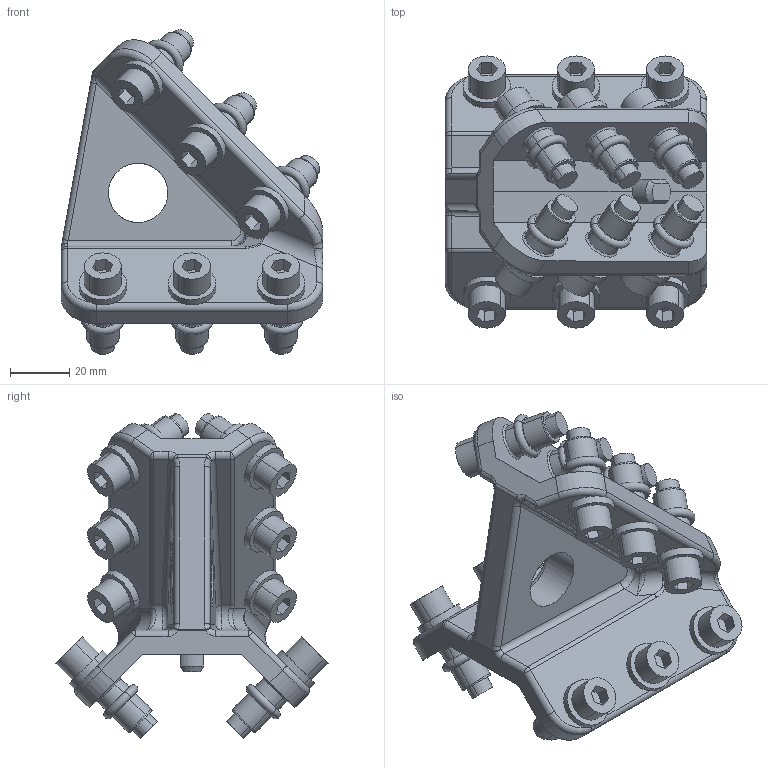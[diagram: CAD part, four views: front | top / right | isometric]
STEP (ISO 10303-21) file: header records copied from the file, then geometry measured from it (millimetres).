
FILE_DESCRIPTION(('CATIA V5 STEP Exchange'),'2;1');
FILE_NAME('AEGT086.stp','2017-07-06T00:01:24+00:00',('none'),('none'),'CATIA Version 5 Release 21 GA (IN-10)','CATIA V5 STEP AP203','none');
FILE_SCHEMA(('CONFIG_CONTROL_DESIGN'));
Length unit declared in the file: millimetre
Products named in the file (1): AEGT086
Bounding box: 88 x 91.57 x 109.25 mm (x, y, z)
Volume: 167683.5 mm3; surface area: 59584.3 mm2
Topology: 1 solids, 15 shells, 634 faces, 1407 edges, 862 vertices
Faces by surface type: cylinder 246, plane 244, cone 80, torus 30, bspline 26, sphere 8
Entity records: 17927 total; most frequent: CARTESIAN_POINT 5068, ORIENTED_EDGE 2788, DIRECTION 2110, EDGE_CURVE 1394, AXIS2_PLACEMENT_3D 1036, VERTEX_POINT 862, EDGE_LOOP 732, VECTOR 666
